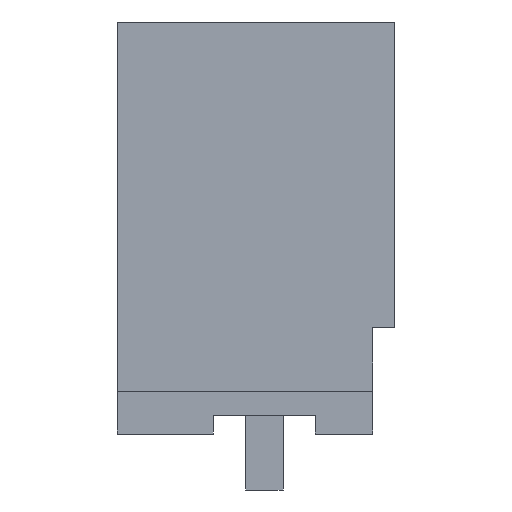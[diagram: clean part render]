
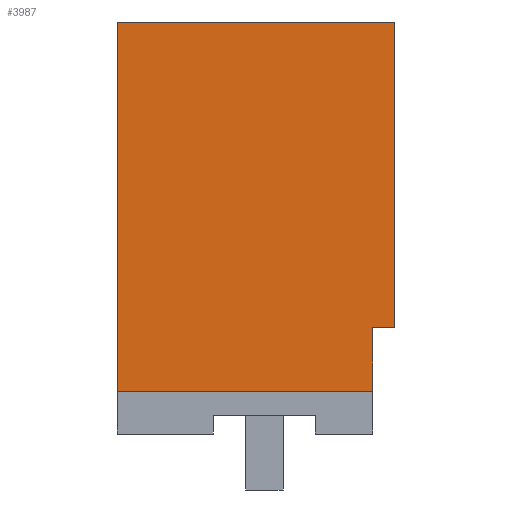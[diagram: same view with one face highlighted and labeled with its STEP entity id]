
A CAD part, left-side view. The second image highlights one B-rep face of the part: STEP entity #3987.
In plain terms, the highlighted planar face has unit normal (-1, 0, 0).
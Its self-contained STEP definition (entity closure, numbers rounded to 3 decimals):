
#3958=AXIS2_PLACEMENT_3D('Plane Axis2P3D',#3955,#3956,#3957) ;
#234=CARTESIAN_POINT('Vertex',(0.,7.45,2.65)) ;
#237=CARTESIAN_POINT('Line Origine',(0.,7.45,7.6)) ;
#241=CARTESIAN_POINT('Vertex',(0.,7.45,12.55)) ;
#2951=CARTESIAN_POINT('Vertex',(0.,0.6,4.35)) ;
#2954=CARTESIAN_POINT('Line Origine',(0.,0.6,3.5)) ;
#2958=CARTESIAN_POINT('Vertex',(0.,0.6,2.65)) ;
#3684=CARTESIAN_POINT('Line Origine',(0.,4.025,2.65)) ;
#3955=CARTESIAN_POINT('Axis2P3D Location',(0.,7.45,12.55)) ;
#3960=CARTESIAN_POINT('Line Origine',(0.,0.,8.45)) ;
#3964=CARTESIAN_POINT('Vertex',(0.,0.,12.55)) ;
#3966=CARTESIAN_POINT('Vertex',(0.,0.,4.35)) ;
#3969=CARTESIAN_POINT('Line Origine',(0.,3.725,12.55)) ;
#3974=CARTESIAN_POINT('Line Origine',(0.,0.3,4.35)) ;
#238=DIRECTION('Vector Direction',(0.,0.,-1.)) ;
#2955=DIRECTION('Vector Direction',(0.,0.,1.)) ;
#3685=DIRECTION('Vector Direction',(0.,-1.,0.)) ;
#3956=DIRECTION('Axis2P3D Direction',(-1.,0.,0.)) ;
#3957=DIRECTION('Axis2P3D XDirection',(0.,0.,1.)) ;
#3961=DIRECTION('Vector Direction',(0.,0.,-1.)) ;
#3970=DIRECTION('Vector Direction',(0.,-1.,0.)) ;
#3975=DIRECTION('Vector Direction',(0.,1.,0.)) ;
#239=VECTOR('Line Direction',#238,1.) ;
#2956=VECTOR('Line Direction',#2955,1.) ;
#3686=VECTOR('Line Direction',#3685,1.) ;
#3962=VECTOR('Line Direction',#3961,1.) ;
#3971=VECTOR('Line Direction',#3970,1.) ;
#3976=VECTOR('Line Direction',#3975,1.) ;
#3980=ORIENTED_EDGE('',*,*,#3968,.F.) ;
#3981=ORIENTED_EDGE('',*,*,#3973,.F.) ;
#3982=ORIENTED_EDGE('',*,*,#243,.T.) ;
#3983=ORIENTED_EDGE('',*,*,#3688,.T.) ;
#3984=ORIENTED_EDGE('',*,*,#2960,.T.) ;
#3985=ORIENTED_EDGE('',*,*,#3978,.F.) ;
#3987=ADVANCED_FACE('HOUSING',(#3986),#3959,.T.) ;
#243=EDGE_CURVE('',#242,#235,#240,.T.) ;
#2960=EDGE_CURVE('',#2959,#2952,#2957,.T.) ;
#3688=EDGE_CURVE('',#235,#2959,#3687,.T.) ;
#3968=EDGE_CURVE('',#3965,#3967,#3963,.T.) ;
#3973=EDGE_CURVE('',#242,#3965,#3972,.T.) ;
#3978=EDGE_CURVE('',#3967,#2952,#3977,.T.) ;
#3979=EDGE_LOOP('',(#3980,#3981,#3982,#3983,#3984,#3985)) ;
#3986=FACE_OUTER_BOUND('',#3979,.T.) ;
#240=LINE('Line',#237,#239) ;
#2957=LINE('Line',#2954,#2956) ;
#3687=LINE('Line',#3684,#3686) ;
#3963=LINE('Line',#3960,#3962) ;
#3972=LINE('Line',#3969,#3971) ;
#3977=LINE('Line',#3974,#3976) ;
#3959=PLANE('',#3958) ;
#235=VERTEX_POINT('',#234) ;
#242=VERTEX_POINT('',#241) ;
#2952=VERTEX_POINT('',#2951) ;
#2959=VERTEX_POINT('',#2958) ;
#3965=VERTEX_POINT('',#3964) ;
#3967=VERTEX_POINT('',#3966) ;
